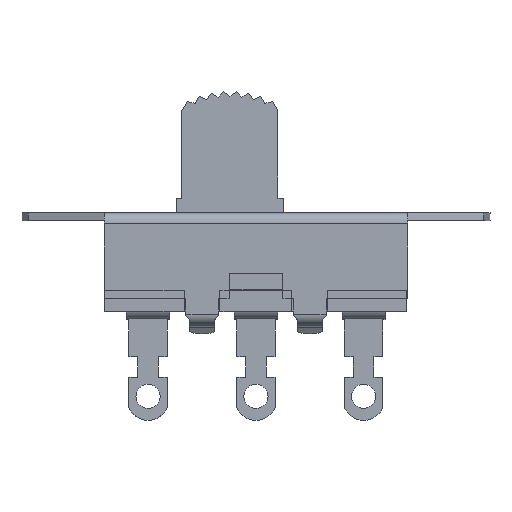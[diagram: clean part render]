
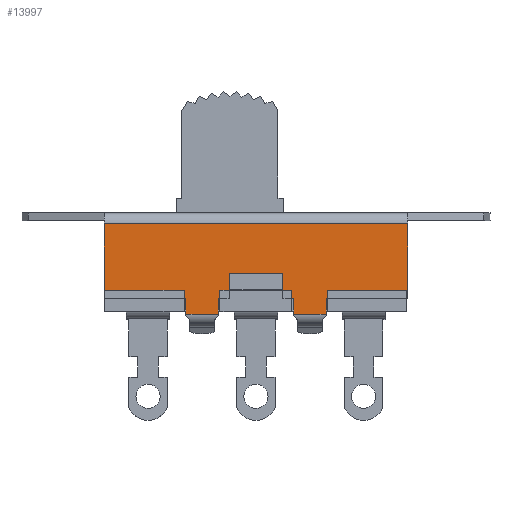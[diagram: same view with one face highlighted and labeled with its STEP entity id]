
A CAD part, top view. The second image highlights one B-rep face of the part: STEP entity #13997.
In plain terms, the highlighted planar face has unit normal (0, 0, 1).
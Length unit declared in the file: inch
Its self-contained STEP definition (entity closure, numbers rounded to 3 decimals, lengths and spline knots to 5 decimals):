
#12998=CARTESIAN_POINT('',(0.2342,-0.59097,0.54132));
#12999=VERTEX_POINT('',#12998);
#13007=CARTESIAN_POINT('',(0.2342,-0.54479,0.54132));
#13008=VERTEX_POINT('',#13007);
#13009=CARTESIAN_POINT('',(0.2342,-0.54479,0.54132));
#13010=DIRECTION('',(0.,-1.0,0.));
#13011=VECTOR('',#13010,0.04618);
#13012=LINE('',#13009,#13011);
#13013=EDGE_CURVE('',#13008,#12999,#13012,.T.);
#13056=CARTESIAN_POINT('',(0.3282,-0.59097,0.54132));
#13057=VERTEX_POINT('',#13056);
#13065=CARTESIAN_POINT('',(0.2342,-0.59097,0.54132));
#13066=DIRECTION('',(1.0,0.0,0.0));
#13067=VECTOR('',#13066,0.094);
#13068=LINE('',#13065,#13067);
#13069=EDGE_CURVE('',#12999,#13057,#13068,.T.);
#13122=CARTESIAN_POINT('',(0.3282,-0.54479,0.54132));
#13123=VERTEX_POINT('',#13122);
#13130=CARTESIAN_POINT('',(0.3282,-0.59097,0.54132));
#13131=DIRECTION('',(0.,1.0,0.));
#13132=VECTOR('',#13131,0.04618);
#13133=LINE('',#13130,#13132);
#13134=EDGE_CURVE('',#13057,#13123,#13133,.T.);
#13246=CARTESIAN_POINT('',(0.5462,-0.59097,0.54132));
#13247=VERTEX_POINT('',#13246);
#13255=CARTESIAN_POINT('',(0.5462,-0.54479,0.54132));
#13256=VERTEX_POINT('',#13255);
#13257=CARTESIAN_POINT('',(0.5462,-0.54479,0.54132));
#13258=DIRECTION('',(0.0,-1.0,0.));
#13259=VECTOR('',#13258,0.04618);
#13260=LINE('',#13257,#13259);
#13261=EDGE_CURVE('',#13256,#13247,#13260,.T.);
#13304=CARTESIAN_POINT('',(0.6402,-0.59097,0.54132));
#13305=VERTEX_POINT('',#13304);
#13313=CARTESIAN_POINT('',(0.5462,-0.59097,0.54132));
#13314=DIRECTION('',(1.0,0.0,0.0));
#13315=VECTOR('',#13314,0.094);
#13316=LINE('',#13313,#13315);
#13317=EDGE_CURVE('',#13247,#13305,#13316,.T.);
#13370=CARTESIAN_POINT('',(0.6402,-0.54479,0.54132));
#13371=VERTEX_POINT('',#13370);
#13378=CARTESIAN_POINT('',(0.6402,-0.59097,0.54132));
#13379=DIRECTION('',(0.,1.0,0.));
#13380=VECTOR('',#13379,0.04618);
#13381=LINE('',#13378,#13380);
#13382=EDGE_CURVE('',#13305,#13371,#13381,.T.);
#13402=CARTESIAN_POINT('',(0.5152,-0.54479,0.54132));
#13403=VERTEX_POINT('',#13402);
#13404=CARTESIAN_POINT('',(0.5152,-0.54479,0.54132));
#13405=DIRECTION('',(1.0,0.0,0.0));
#13406=VECTOR('',#13405,0.031);
#13407=LINE('',#13404,#13406);
#13408=EDGE_CURVE('',#13403,#13256,#13407,.T.);
#13504=CARTESIAN_POINT('',(0.8772,-0.54479,0.54132));
#13505=VERTEX_POINT('',#13504);
#13512=CARTESIAN_POINT('',(0.6402,-0.54479,0.54132));
#13513=DIRECTION('',(1.0,0.0,0.0));
#13514=VECTOR('',#13513,0.237);
#13515=LINE('',#13512,#13514);
#13516=EDGE_CURVE('',#13371,#13505,#13515,.T.);
#13536=CARTESIAN_POINT('',(-0.0028,-0.54479,0.54132));
#13537=VERTEX_POINT('',#13536);
#13538=CARTESIAN_POINT('',(-0.0028,-0.54479,0.54132));
#13539=DIRECTION('',(1.0,0.0,0.0));
#13540=VECTOR('',#13539,0.237);
#13541=LINE('',#13538,#13540);
#13542=EDGE_CURVE('',#13537,#13008,#13541,.T.);
#13700=CARTESIAN_POINT('',(0.3592,-0.54479,0.54132));
#13701=VERTEX_POINT('',#13700);
#13708=CARTESIAN_POINT('',(0.3282,-0.54479,0.54132));
#13709=DIRECTION('',(1.0,0.0,0.0));
#13710=VECTOR('',#13709,0.031);
#13711=LINE('',#13708,#13710);
#13712=EDGE_CURVE('',#13123,#13701,#13711,.T.);
#13755=CARTESIAN_POINT('',(0.5152,-0.47223,0.54132));
#13756=VERTEX_POINT('',#13755);
#13757=CARTESIAN_POINT('',(0.5152,-0.47223,0.54132));
#13758=DIRECTION('',(0.,-1.0,0.));
#13759=VECTOR('',#13758,0.07256);
#13760=LINE('',#13757,#13759);
#13761=EDGE_CURVE('',#13756,#13403,#13760,.T.);
#13894=CARTESIAN_POINT('',(-0.0028,-0.32923,0.54132));
#13895=VERTEX_POINT('',#13894);
#13896=CARTESIAN_POINT('',(-0.0028,-0.54479,0.54132));
#13897=DIRECTION('',(0.,1.0,0.));
#13898=VECTOR('',#13897,0.21556);
#13899=LINE('',#13896,#13898);
#13900=EDGE_CURVE('',#13537,#13895,#13899,.T.);
#13950=CARTESIAN_POINT('',(0.4372,-0.45127,0.54132));
#13951=DIRECTION('',(0.,0.,1.0));
#13952=DIRECTION('',(1.0,0.0,0.0));
#13953=AXIS2_PLACEMENT_3D('',#13950,#13951,#13952);
#13954=PLANE('',#13953);
#13955=ORIENTED_EDGE('',*,*,#13408,.T.);
#13956=ORIENTED_EDGE('',*,*,#13261,.T.);
#13957=ORIENTED_EDGE('',*,*,#13317,.T.);
#13958=ORIENTED_EDGE('',*,*,#13382,.T.);
#13959=ORIENTED_EDGE('',*,*,#13516,.T.);
#13960=CARTESIAN_POINT('',(0.8772,-0.32923,0.54132));
#13961=VERTEX_POINT('',#13960);
#13962=CARTESIAN_POINT('',(0.8772,-0.32923,0.54132));
#13963=DIRECTION('',(0.,-1.0,0.));
#13964=VECTOR('',#13963,0.21556);
#13965=LINE('',#13962,#13964);
#13966=EDGE_CURVE('',#13961,#13505,#13965,.T.);
#13967=ORIENTED_EDGE('',*,*,#13966,.F.);
#13968=CARTESIAN_POINT('',(0.8772,-0.32923,0.54132));
#13969=DIRECTION('',(-1.0,0.0,0.0));
#13970=VECTOR('',#13969,0.88);
#13971=LINE('',#13968,#13970);
#13972=EDGE_CURVE('',#13961,#13895,#13971,.T.);
#13973=ORIENTED_EDGE('',*,*,#13972,.T.);
#13974=ORIENTED_EDGE('',*,*,#13900,.F.);
#13975=ORIENTED_EDGE('',*,*,#13542,.T.);
#13976=ORIENTED_EDGE('',*,*,#13013,.T.);
#13977=ORIENTED_EDGE('',*,*,#13069,.T.);
#13978=ORIENTED_EDGE('',*,*,#13134,.T.);
#13979=ORIENTED_EDGE('',*,*,#13712,.T.);
#13980=CARTESIAN_POINT('',(0.3592,-0.47223,0.54132));
#13981=VERTEX_POINT('',#13980);
#13982=CARTESIAN_POINT('',(0.3592,-0.54479,0.54132));
#13983=DIRECTION('',(0.,1.0,0.));
#13984=VECTOR('',#13983,0.07256);
#13985=LINE('',#13982,#13984);
#13986=EDGE_CURVE('',#13701,#13981,#13985,.T.);
#13987=ORIENTED_EDGE('',*,*,#13986,.T.);
#13988=CARTESIAN_POINT('',(0.3592,-0.47223,0.54132));
#13989=DIRECTION('',(1.0,0.0,0.0));
#13990=VECTOR('',#13989,0.156);
#13991=LINE('',#13988,#13990);
#13992=EDGE_CURVE('',#13981,#13756,#13991,.T.);
#13993=ORIENTED_EDGE('',*,*,#13992,.T.);
#13994=ORIENTED_EDGE('',*,*,#13761,.T.);
#13995=EDGE_LOOP('',(#13955,#13956,#13957,#13958,#13959,#13967,#13973,#13974,#13975,#13976,#13977,#13978,#13979,#13987,#13993,#13994));
#13996=FACE_OUTER_BOUND('',#13995,.T.);
#13997=ADVANCED_FACE('',(#13996),#13954,.T.);
